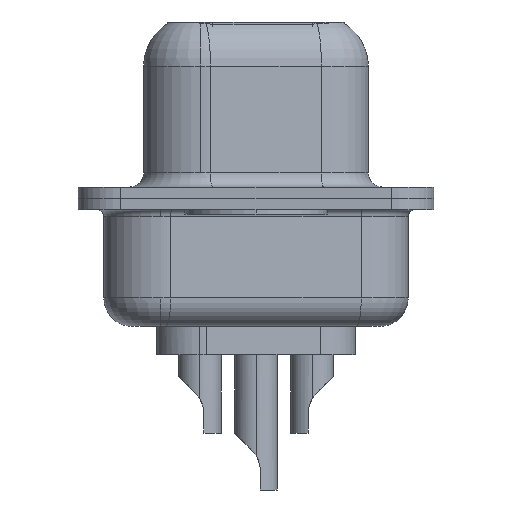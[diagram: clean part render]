
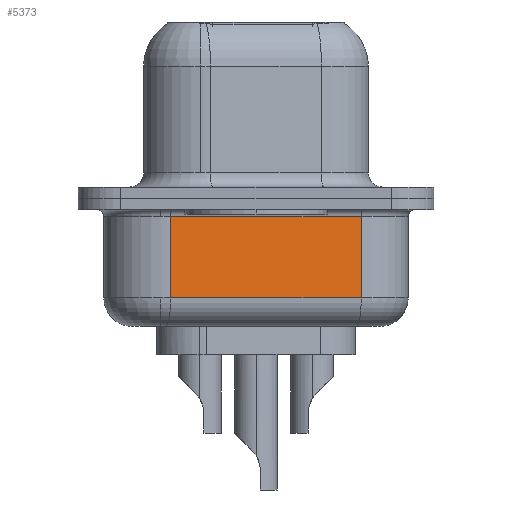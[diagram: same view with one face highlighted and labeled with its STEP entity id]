
A CAD part, left-side view. The second image highlights one B-rep face of the part: STEP entity #5373.
In plain terms, the highlighted planar face has unit normal (-0.985, -0.174, 0).
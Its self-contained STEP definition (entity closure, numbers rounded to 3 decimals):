
#1158 = DIRECTION ( 'NONE',  ( 0.174, -0.985, 0. ) ) ;
#1166 = ORIENTED_EDGE ( 'NONE', *, *, #1905, .F. ) ;
#1167 = DIRECTION ( 'NONE',  ( 0., 0., 1. ) ) ;
#1462 = ORIENTED_EDGE ( 'NONE', *, *, #13862, .T. ) ;
#1511 = ORIENTED_EDGE ( 'NONE', *, *, #11740, .T. ) ;
#1905 = EDGE_CURVE ( 'NONE', #4360, #13943, #7896, .T. ) ;
#2099 = VERTEX_POINT ( 'NONE', #14993 ) ;
#2496 = LINE ( 'NONE', #7907, #17063 ) ;
#3255 = ORIENTED_EDGE ( 'NONE', *, *, #5257, .T. ) ;
#4360 = VERTEX_POINT ( 'NONE', #10655 ) ;
#5257 = EDGE_CURVE ( 'NONE', #2099, #13943, #10126, .T. ) ;
#5373 = ADVANCED_FACE ( 'NONE', ( #15358 ), #8443, .F. ) ;
#7378 = DIRECTION ( 'NONE',  ( -0.174, 0.985, 0. ) ) ;
#7896 = LINE ( 'NONE', #13584, #8460 ) ;
#7907 = CARTESIAN_POINT ( 'NONE',  ( 4.062, -3.697, -4.5 ) ) ;
#8443 = PLANE ( 'NONE',  #17295 ) ;
#8460 = VECTOR ( 'NONE', #10755, 1000. ) ;
#8610 = CARTESIAN_POINT ( 'NONE',  ( 2.88, 3.003, -4.5 ) ) ;
#9238 = LINE ( 'NONE', #14633, #14883 ) ;
#9576 = VERTEX_POINT ( 'NONE', #15123 ) ;
#10126 = LINE ( 'NONE', #12703, #15888 ) ;
#10655 = CARTESIAN_POINT ( 'NONE',  ( 2.88, 3.003, -3.5 ) ) ;
#10755 = DIRECTION ( 'NONE',  ( 0., 0., 1. ) ) ;
#11740 = EDGE_CURVE ( 'NONE', #9576, #2099, #2496, .T. ) ;
#12534 = DIRECTION ( 'NONE',  ( -0.174, 0.985, 0. ) ) ;
#12703 = CARTESIAN_POINT ( 'NONE',  ( 2.88, 3.003, -0.65 ) ) ;
#13583 = CARTESIAN_POINT ( 'NONE',  ( 2.88, 3.003, -0.65 ) ) ;
#13584 = CARTESIAN_POINT ( 'NONE',  ( 2.88, 3.003, -4.5 ) ) ;
#13862 = EDGE_CURVE ( 'NONE', #4360, #9576, #9238, .T. ) ;
#13943 = VERTEX_POINT ( 'NONE', #13583 ) ;
#14031 = DIRECTION ( 'NONE',  ( 0.985, 0.174, 0. ) ) ;
#14633 = CARTESIAN_POINT ( 'NONE',  ( 2.88, 3.003, -3.5 ) ) ;
#14883 = VECTOR ( 'NONE', #1158, 1000. ) ;
#14993 = CARTESIAN_POINT ( 'NONE',  ( 4.062, -3.697, -0.65 ) ) ;
#15123 = CARTESIAN_POINT ( 'NONE',  ( 4.062, -3.697, -3.5 ) ) ;
#15358 = FACE_OUTER_BOUND ( 'NONE', #16129, .T. ) ;
#15888 = VECTOR ( 'NONE', #12534, 1000. ) ;
#16129 = EDGE_LOOP ( 'NONE', ( #1166, #1462, #1511, #3255 ) ) ;
#17063 = VECTOR ( 'NONE', #1167, 1000. ) ;
#17295 = AXIS2_PLACEMENT_3D ( 'NONE', #8610, #14031, #7378 ) ;
